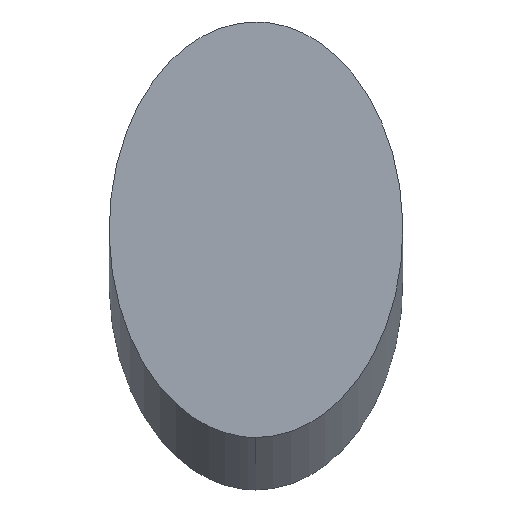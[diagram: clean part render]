
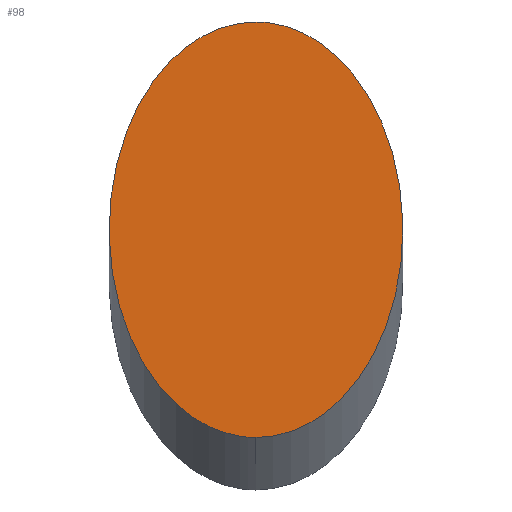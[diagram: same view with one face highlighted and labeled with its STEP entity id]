
A CAD part, top view. The second image highlights one B-rep face of the part: STEP entity #98.
In plain terms, the highlighted planar face has unit normal (0, 0, 1).
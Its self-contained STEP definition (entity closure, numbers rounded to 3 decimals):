
#8 = EDGE_CURVE ( 'NONE', #122, #132, #87, .T. ) ;
#27 = CARTESIAN_POINT ( 'NONE',  ( 124.392, 97.796, 12.502 ) ) ;
#29 = ORIENTED_EDGE ( 'NONE', *, *, #8, .T. ) ;
#36 = CARTESIAN_POINT ( 'NONE',  ( 54.392, 97.796, 12.502 ) ) ;
#43 = CARTESIAN_POINT ( 'NONE',  ( 54.392, 97.796, 12.502 ) ) ;
#46 = DIRECTION ( 'NONE',  ( 1., 0., 0. ) ) ;
#49 = CARTESIAN_POINT ( 'NONE',  ( 54.392, -1.214, 12.502 ) ) ;
#54 = CARTESIAN_POINT ( 'NONE',  ( -15.608, 97.796, 12.502 ) ) ;
#60 = CARTESIAN_POINT ( 'NONE',  ( 124.392, -1.214, 12.502 ) ) ;
#65 = CARTESIAN_POINT ( 'NONE',  ( 54.392, -1.214, 12.502 ) ) ;
#75 = CARTESIAN_POINT ( 'NONE',  ( 54.392, 97.796, 12.502 ) ) ;
#79 = CARTESIAN_POINT ( 'NONE',  ( 54.392, -1.214, 12.502 ) ) ;
#82 = EDGE_LOOP ( 'NONE', ( #29, #97 ) ) ;
#83 = PLANE ( 'NONE',  #118 ) ;
#87 =( BOUNDED_CURVE ( )  B_SPLINE_CURVE ( 3, ( #36, #54, #124, #79 ),
 .UNSPECIFIED., .F., .F. ) 
 B_SPLINE_CURVE_WITH_KNOTS ( ( 4, 4 ),
 ( 0., 3.142 ),
 .UNSPECIFIED. ) 
 CURVE ( )  GEOMETRIC_REPRESENTATION_ITEM ( )  RATIONAL_B_SPLINE_CURVE ( ( 1., 0.333, 0.333, 1. ) ) 
 REPRESENTATION_ITEM ( '' )  );
#89 = DIRECTION ( 'NONE',  ( 0., 0., 1. ) ) ;
#97 = ORIENTED_EDGE ( 'NONE', *, *, #105, .T. ) ;
#98 = ADVANCED_FACE ( 'NONE', ( #146 ), #83, .T. ) ;
#100 =( BOUNDED_CURVE ( )  B_SPLINE_CURVE ( 3, ( #65, #60, #27, #43 ),
 .UNSPECIFIED., .F., .T. ) 
 B_SPLINE_CURVE_WITH_KNOTS ( ( 4, 4 ),
 ( 3.142, 6.283 ),
 .UNSPECIFIED. ) 
 CURVE ( )  GEOMETRIC_REPRESENTATION_ITEM ( )  RATIONAL_B_SPLINE_CURVE ( ( 1., 0.333, 0.333, 1. ) ) 
 REPRESENTATION_ITEM ( '' )  );
#105 = EDGE_CURVE ( 'NONE', #132, #122, #100, .T. ) ;
#118 = AXIS2_PLACEMENT_3D ( 'NONE', #127, #89, #46 ) ;
#122 = VERTEX_POINT ( 'NONE', #75 ) ;
#124 = CARTESIAN_POINT ( 'NONE',  ( -15.608, -1.214, 12.502 ) ) ;
#127 = CARTESIAN_POINT ( 'NONE',  ( 54.392, 48.291, 12.502 ) ) ;
#132 = VERTEX_POINT ( 'NONE', #49 ) ;
#146 = FACE_OUTER_BOUND ( 'NONE', #82, .T. ) ;
